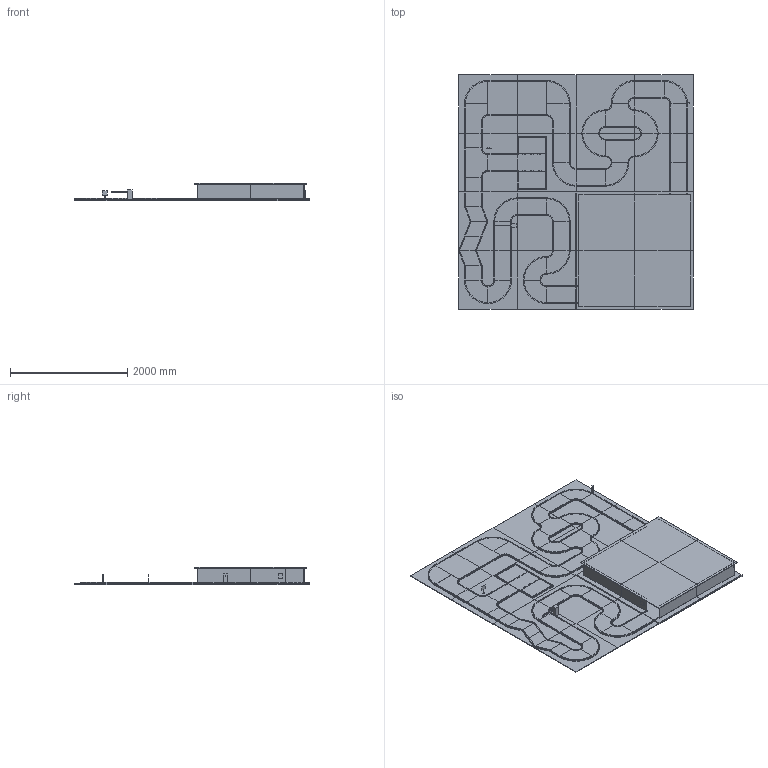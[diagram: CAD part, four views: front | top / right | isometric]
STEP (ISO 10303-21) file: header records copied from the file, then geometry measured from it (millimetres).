
FILE_DESCRIPTION((''),'2;1');
FILE_NAME('ASSY_MISSION_ALL_ASM','2019-03-06T14:15:23',('도량'),(''),'CREO PARAMETRIC BY PTC INC, 2018260','CREO PARAMETRIC BY PTC INC, 2018260','');
FILE_SCHEMA(('CONFIG_CONTROL_DESIGN'));
Length unit declared in the file: millimetre
Products named in the file (38): LOWER_PLATE_V1; ASSY_LOWER_PLATES_ASM; UPPER_PLATE_STRAIGHT_V1; STRAIGHT_LINE; ASSY_STRAIGHT_ASM; CURVED_LINE_SML; UPPER_PLATE_CIRCLE_V1; CURVED_LINE_BIG; ASSY_CURVED_LEFT_ASM; UPPER_PLATE_CROSSWAY_V1; ASSY_THREE_WAY_INTERSECTIO-7149_ASM; ASSY_CURVED_RIGHT_ASM; TRAFFICLIGHT; ASSY_MISSION_TRAFFIC_LIGHT_ASM; UPPER_PLATE_2WAY; UPPER_PLATE_CURVE_R; UPPER_PLATE_BIG; 2018_R-BIZ-RC_FINAL_TRACK_ADD_ASM; ASSY_THREE_WAY_INTERSECTIO-7156_ASM; UPPER_PLATE_SMALL; PARKINGLOT; STRAIGHT_LINE_SML; STRAIGHT_LINE_SML2; STRAIGHT_LINE_PARK1; STRAIGHT_LINE_PUNKT_PARKINGLOT; STRAIGHT_LINE_PARK2; ASSY_MISSION_PARKING_LOT_ASM; UPPER_PLATE_SMALL_BREAK; BAR; STRAIGHT_LINE_ANGLE; ASSY_MISSION_LEVEL_CROSSING_ASM; WALL_PLATE_900_V1; WALL_PLATE_600_V1; TUNNEL_LINE; ROOF_PLATE_V1; TUNNEL; ASSY_MISSION_TUNNEL_ASM; ASSY_MISSION_ALL_ASM
Assembly tree (155 placements, depth 4):
  ASSY_MISSION_ALL_ASM
    ASSY_MISSION_TRAFFIC_LIGHT_ASM
      ASSY_LOWER_PLATES_ASM
        LOWER_PLATE_V1  x4
      ASSY_STRAIGHT_ASM  x5
        UPPER_PLATE_STRAIGHT_V1
        STRAIGHT_LINE
      ASSY_CURVED_LEFT_ASM  x4
        CURVED_LINE_SML
        UPPER_PLATE_CIRCLE_V1
        CURVED_LINE_BIG
      ASSY_THREE_WAY_INTERSECTIO-7149_ASM  x2
        UPPER_PLATE_CROSSWAY_V1
        STRAIGHT_LINE
        CURVED_LINE_SML
      ASSY_CURVED_RIGHT_ASM  x3
        CURVED_LINE_BIG
        CURVED_LINE_SML
        UPPER_PLATE_CIRCLE_V1
      TRAFFICLIGHT
    ASSY_MISSION_PARKING_LOT_ASM
      ASSY_LOWER_PLATES_ASM
        LOWER_PLATE_V1  x4
      ASSY_CURVED_LEFT_ASM
        CURVED_LINE_SML
        UPPER_PLATE_CIRCLE_V1  x2
        CURVED_LINE_BIG
      ASSY_STRAIGHT_ASM  x2
        UPPER_PLATE_STRAIGHT_V1
        STRAIGHT_LINE
      2018_R-BIZ-RC_FINAL_TRACK_ADD_ASM  x2
        UPPER_PLATE_2WAY
        UPPER_PLATE_CURVE_R
        UPPER_PLATE_BIG
      ASSY_THREE_WAY_INTERSECTIO-7156_ASM
        UPPER_PLATE_CROSSWAY_V1  x2
        STRAIGHT_LINE
        CURVED_LINE_SML  x2
      UPPER_PLATE_STRAIGHT_V1  x6
      UPPER_PLATE_SMALL  x4
      PARKINGLOT
      STRAIGHT_LINE_SML  x4
      STRAIGHT_LINE  x8
      CURVED_LINE_SML  x2
      CURVED_LINE_BIG  x2
      STRAIGHT_LINE_SML2  x2
      STRAIGHT_LINE_PARK1
      STRAIGHT_LINE_PUNKT_PARKINGLOT  x6
      STRAIGHT_LINE_PARK2  x2
    ASSY_MISSION_LEVEL_CROSSING_ASM
      ASSY_LOWER_PLATES_ASM
        LOWER_PLATE_V1  x4
      ASSY_CURVED_LEFT_ASM  x5
        CURVED_LINE_SML
        UPPER_PLATE_CIRCLE_V1
        CURVED_LINE_BIG
      ASSY_STRAIGHT_ASM  x5
        UPPER_PLATE_STRAIGHT_V1
        STRAIGHT_LINE
      ASSY_CURVED_RIGHT_ASM  x2
Bounding box: 4000 x 4000 x 290 mm (x, y, z)
Volume: 423756076.2 mm3; surface area: 88334179.1 mm2
Topology: 240 solids, 240 shells, 1499 faces, 3042 edges, 2028 vertices
Faces by surface type: plane 1333, cylinder 166
Entity records: 7766 total; most frequent: DIRECTION 1559, CARTESIAN_POINT 1271, ORIENTED_EDGE 870, AXIS2_PLACEMENT_3D 578, EDGE_CURVE 435, VECTOR 403, LINE 403, VERTEX_POINT 290
